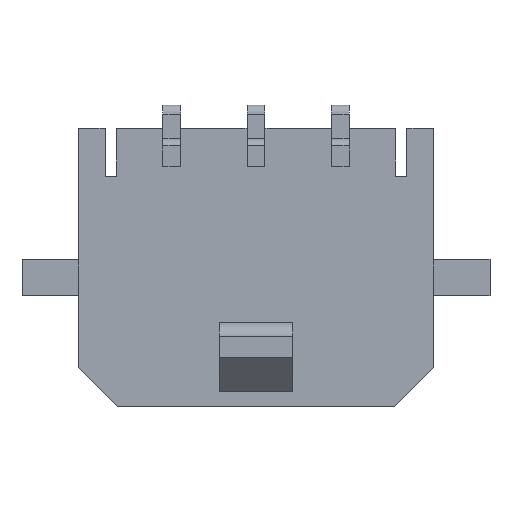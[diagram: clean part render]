
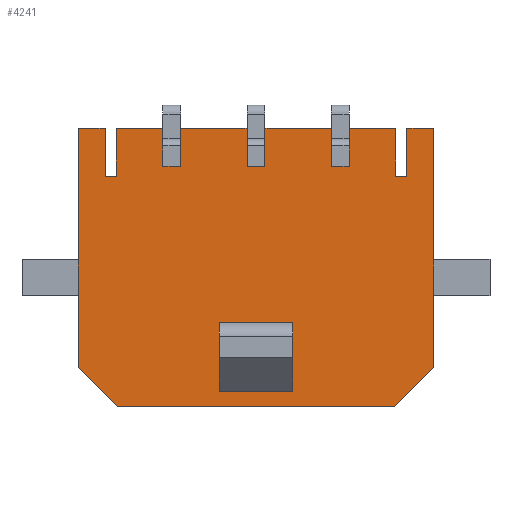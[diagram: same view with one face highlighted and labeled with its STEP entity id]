
A CAD part, top view. The second image highlights one B-rep face of the part: STEP entity #4241.
In plain terms, the highlighted planar face has unit normal (0, 0, 1).
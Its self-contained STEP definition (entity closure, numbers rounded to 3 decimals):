
#92 = VERTEX_POINT('',#93);
#93 = CARTESIAN_POINT('',(-0.32,3.978,4.47));
#99 = EDGE_CURVE('',#100,#92,#102,.T.);
#100 = VERTEX_POINT('',#101);
#101 = CARTESIAN_POINT('',(-0.32,5.328,4.47));
#102 = LINE('',#103,#104);
#103 = CARTESIAN_POINT('',(-0.32,5.328,4.47));
#104 = VECTOR('',#105,1.);
#105 = DIRECTION('',(0.,-1.,0.));
#721 = VERTEX_POINT('',#722);
#722 = CARTESIAN_POINT('',(5.365,3.628,4.47));
#826 = VERTEX_POINT('',#827);
#827 = CARTESIAN_POINT('',(5.365,5.328,4.47));
#833 = EDGE_CURVE('',#826,#721,#834,.T.);
#834 = LINE('',#835,#836);
#835 = CARTESIAN_POINT('',(5.365,5.328,4.47));
#836 = VECTOR('',#837,1.);
#837 = DIRECTION('',(0.,-1.,0.));
#856 = EDGE_CURVE('',#857,#721,#859,.T.);
#857 = VERTEX_POINT('',#858);
#858 = CARTESIAN_POINT('',(4.965,3.628,4.47));
#859 = LINE('',#860,#861);
#860 = CARTESIAN_POINT('',(4.965,3.628,4.47));
#861 = VECTOR('',#862,1.);
#862 = DIRECTION('',(1.,0.,0.));
#1500 = VERTEX_POINT('',#1501);
#1501 = CARTESIAN_POINT('',(-4.925,-4.573,4.47));
#1507 = EDGE_CURVE('',#1500,#1508,#1510,.T.);
#1508 = VERTEX_POINT('',#1509);
#1509 = CARTESIAN_POINT('',(4.925,-4.573,4.47));
#1510 = LINE('',#1511,#1512);
#1511 = CARTESIAN_POINT('',(-4.925,-4.573,4.47));
#1512 = VECTOR('',#1513,1.);
#1513 = DIRECTION('',(1.,0.,0.));
#2955 = VERTEX_POINT('',#2956);
#2956 = CARTESIAN_POINT('',(6.325,-3.173,4.47));
#2962 = EDGE_CURVE('',#2963,#2955,#2965,.T.);
#2963 = VERTEX_POINT('',#2964);
#2964 = CARTESIAN_POINT('',(6.325,5.328,4.47));
#2965 = LINE('',#2966,#2967);
#2966 = CARTESIAN_POINT('',(6.325,5.328,4.47));
#2967 = VECTOR('',#2968,1.);
#2968 = DIRECTION('',(0.,-1.,0.));
#3105 = EDGE_CURVE('',#1508,#2955,#3106,.T.);
#3106 = LINE('',#3107,#3108);
#3107 = CARTESIAN_POINT('',(4.925,-4.573,4.47));
#3108 = VECTOR('',#3109,1.);
#3109 = DIRECTION('',(0.707,0.707,0.
    ));
#3364 = VERTEX_POINT('',#3365);
#3365 = CARTESIAN_POINT('',(-6.325,5.328,4.47));
#3371 = EDGE_CURVE('',#3364,#3372,#3374,.T.);
#3372 = VERTEX_POINT('',#3373);
#3373 = CARTESIAN_POINT('',(-6.325,-3.173,4.47));
#3374 = LINE('',#3375,#3376);
#3375 = CARTESIAN_POINT('',(-6.325,5.328,4.47));
#3376 = VECTOR('',#3377,1.);
#3377 = DIRECTION('',(0.,-1.,0.));
#3450 = VERTEX_POINT('',#3451);
#3451 = CARTESIAN_POINT('',(-5.365,3.628,4.47));
#3457 = EDGE_CURVE('',#3458,#3450,#3460,.T.);
#3458 = VERTEX_POINT('',#3459);
#3459 = CARTESIAN_POINT('',(-5.365,5.328,4.47));
#3460 = LINE('',#3461,#3462);
#3461 = CARTESIAN_POINT('',(-5.365,5.328,4.47));
#3462 = VECTOR('',#3463,1.);
#3463 = DIRECTION('',(0.,-1.,0.));
#3530 = VERTEX_POINT('',#3531);
#3531 = CARTESIAN_POINT('',(-4.965,3.628,4.47));
#3537 = EDGE_CURVE('',#3450,#3530,#3538,.T.);
#3538 = LINE('',#3539,#3540);
#3539 = CARTESIAN_POINT('',(-5.365,3.628,4.47));
#3540 = VECTOR('',#3541,1.);
#3541 = DIRECTION('',(1.,0.,0.));
#3587 = VERTEX_POINT('',#3588);
#3588 = CARTESIAN_POINT('',(-4.965,5.328,4.47));
#3594 = EDGE_CURVE('',#3587,#3530,#3595,.T.);
#3595 = LINE('',#3596,#3597);
#3596 = CARTESIAN_POINT('',(-4.965,5.328,4.47));
#3597 = VECTOR('',#3598,1.);
#3598 = DIRECTION('',(0.,-1.,0.));
#3863 = VERTEX_POINT('',#3864);
#3864 = CARTESIAN_POINT('',(0.32,5.328,4.47));
#3870 = EDGE_CURVE('',#3863,#3871,#3873,.T.);
#3871 = VERTEX_POINT('',#3872);
#3872 = CARTESIAN_POINT('',(0.32,3.978,4.47));
#3873 = LINE('',#3874,#3875);
#3874 = CARTESIAN_POINT('',(0.32,5.328,4.47));
#3875 = VECTOR('',#3876,1.);
#3876 = DIRECTION('',(0.,-1.,0.));
#4111 = EDGE_CURVE('',#826,#2963,#4112,.T.);
#4112 = LINE('',#4113,#4114);
#4113 = CARTESIAN_POINT('',(5.365,5.328,4.47));
#4114 = VECTOR('',#4115,1.);
#4115 = DIRECTION('',(1.,0.,0.));
#4127 = EDGE_CURVE('',#3364,#3458,#4128,.T.);
#4128 = LINE('',#4129,#4130);
#4129 = CARTESIAN_POINT('',(-6.325,5.328,4.47));
#4130 = VECTOR('',#4131,1.);
#4131 = DIRECTION('',(1.,0.,0.));
#4143 = VERTEX_POINT('',#4144);
#4144 = CARTESIAN_POINT('',(3.32,5.328,4.47));
#4152 = VERTEX_POINT('',#4153);
#4153 = CARTESIAN_POINT('',(4.965,5.328,4.47));
#4159 = EDGE_CURVE('',#4143,#4152,#4160,.T.);
#4160 = LINE('',#4161,#4162);
#4161 = CARTESIAN_POINT('',(3.32,5.328,4.47));
#4162 = VECTOR('',#4163,1.);
#4163 = DIRECTION('',(1.,0.,0.));
#4176 = VERTEX_POINT('',#4177);
#4177 = CARTESIAN_POINT('',(2.68,5.328,4.47));
#4183 = EDGE_CURVE('',#3863,#4176,#4184,.T.);
#4184 = LINE('',#4185,#4186);
#4185 = CARTESIAN_POINT('',(0.32,5.328,4.47));
#4186 = VECTOR('',#4187,1.);
#4187 = DIRECTION('',(1.,0.,0.));
#4198 = VERTEX_POINT('',#4199);
#4199 = CARTESIAN_POINT('',(-3.32,5.328,4.47));
#4205 = EDGE_CURVE('',#3587,#4198,#4206,.T.);
#4206 = LINE('',#4207,#4208);
#4207 = CARTESIAN_POINT('',(-4.965,5.328,4.47));
#4208 = VECTOR('',#4209,1.);
#4209 = DIRECTION('',(1.,0.,0.));
#4222 = VERTEX_POINT('',#4223);
#4223 = CARTESIAN_POINT('',(-2.68,5.328,4.47));
#4231 = EDGE_CURVE('',#4222,#100,#4232,.T.);
#4232 = LINE('',#4233,#4234);
#4233 = CARTESIAN_POINT('',(-2.68,5.328,4.47));
#4234 = VECTOR('',#4235,1.);
#4235 = DIRECTION('',(1.,0.,0.));
#4241 = ADVANCED_FACE('',(#4242),#4323,.T.);
#4242 = FACE_BOUND('',#4243,.F.);
#4243 = EDGE_LOOP('',(#4244,#4252,#4260,#4266,#4267,#4268,#4274,#4275,
    #4276,#4284,#4292,#4298,#4299,#4305,#4306,#4307,#4308,#4309,#4310,
    #4311,#4317,#4318,#4319,#4320,#4321,#4322));
#4244 = ORIENTED_EDGE('',*,*,#4245,.T.);
#4245 = EDGE_CURVE('',#4198,#4246,#4248,.T.);
#4246 = VERTEX_POINT('',#4247);
#4247 = CARTESIAN_POINT('',(-3.32,3.978,4.47));
#4248 = LINE('',#4249,#4250);
#4249 = CARTESIAN_POINT('',(-3.32,5.328,4.47));
#4250 = VECTOR('',#4251,1.);
#4251 = DIRECTION('',(0.,-1.,0.));
#4252 = ORIENTED_EDGE('',*,*,#4253,.T.);
#4253 = EDGE_CURVE('',#4246,#4254,#4256,.T.);
#4254 = VERTEX_POINT('',#4255);
#4255 = CARTESIAN_POINT('',(-2.68,3.978,4.47));
#4256 = LINE('',#4257,#4258);
#4257 = CARTESIAN_POINT('',(-3.32,3.978,4.47));
#4258 = VECTOR('',#4259,1.);
#4259 = DIRECTION('',(1.,0.,0.));
#4260 = ORIENTED_EDGE('',*,*,#4261,.F.);
#4261 = EDGE_CURVE('',#4222,#4254,#4262,.T.);
#4262 = LINE('',#4263,#4264);
#4263 = CARTESIAN_POINT('',(-2.68,5.328,4.47));
#4264 = VECTOR('',#4265,1.);
#4265 = DIRECTION('',(0.,-1.,0.));
#4266 = ORIENTED_EDGE('',*,*,#4231,.T.);
#4267 = ORIENTED_EDGE('',*,*,#99,.T.);
#4268 = ORIENTED_EDGE('',*,*,#4269,.T.);
#4269 = EDGE_CURVE('',#92,#3871,#4270,.T.);
#4270 = LINE('',#4271,#4272);
#4271 = CARTESIAN_POINT('',(-0.32,3.978,4.47));
#4272 = VECTOR('',#4273,1.);
#4273 = DIRECTION('',(1.,0.,0.));
#4274 = ORIENTED_EDGE('',*,*,#3870,.F.);
#4275 = ORIENTED_EDGE('',*,*,#4183,.T.);
#4276 = ORIENTED_EDGE('',*,*,#4277,.T.);
#4277 = EDGE_CURVE('',#4176,#4278,#4280,.T.);
#4278 = VERTEX_POINT('',#4279);
#4279 = CARTESIAN_POINT('',(2.68,3.978,4.47));
#4280 = LINE('',#4281,#4282);
#4281 = CARTESIAN_POINT('',(2.68,5.328,4.47));
#4282 = VECTOR('',#4283,1.);
#4283 = DIRECTION('',(0.,-1.,0.));
#4284 = ORIENTED_EDGE('',*,*,#4285,.T.);
#4285 = EDGE_CURVE('',#4278,#4286,#4288,.T.);
#4286 = VERTEX_POINT('',#4287);
#4287 = CARTESIAN_POINT('',(3.32,3.978,4.47));
#4288 = LINE('',#4289,#4290);
#4289 = CARTESIAN_POINT('',(2.68,3.978,4.47));
#4290 = VECTOR('',#4291,1.);
#4291 = DIRECTION('',(1.,0.,0.));
#4292 = ORIENTED_EDGE('',*,*,#4293,.F.);
#4293 = EDGE_CURVE('',#4143,#4286,#4294,.T.);
#4294 = LINE('',#4295,#4296);
#4295 = CARTESIAN_POINT('',(3.32,5.328,4.47));
#4296 = VECTOR('',#4297,1.);
#4297 = DIRECTION('',(0.,-1.,0.));
#4298 = ORIENTED_EDGE('',*,*,#4159,.T.);
#4299 = ORIENTED_EDGE('',*,*,#4300,.T.);
#4300 = EDGE_CURVE('',#4152,#857,#4301,.T.);
#4301 = LINE('',#4302,#4303);
#4302 = CARTESIAN_POINT('',(4.965,5.328,4.47));
#4303 = VECTOR('',#4304,1.);
#4304 = DIRECTION('',(0.,-1.,0.));
#4305 = ORIENTED_EDGE('',*,*,#856,.T.);
#4306 = ORIENTED_EDGE('',*,*,#833,.F.);
#4307 = ORIENTED_EDGE('',*,*,#4111,.T.);
#4308 = ORIENTED_EDGE('',*,*,#2962,.T.);
#4309 = ORIENTED_EDGE('',*,*,#3105,.F.);
#4310 = ORIENTED_EDGE('',*,*,#1507,.F.);
#4311 = ORIENTED_EDGE('',*,*,#4312,.F.);
#4312 = EDGE_CURVE('',#3372,#1500,#4313,.T.);
#4313 = LINE('',#4314,#4315);
#4314 = CARTESIAN_POINT('',(-6.325,-3.173,4.47));
#4315 = VECTOR('',#4316,1.);
#4316 = DIRECTION('',(0.707,-0.707,0.
    ));
#4317 = ORIENTED_EDGE('',*,*,#3371,.F.);
#4318 = ORIENTED_EDGE('',*,*,#4127,.T.);
#4319 = ORIENTED_EDGE('',*,*,#3457,.T.);
#4320 = ORIENTED_EDGE('',*,*,#3537,.T.);
#4321 = ORIENTED_EDGE('',*,*,#3594,.F.);
#4322 = ORIENTED_EDGE('',*,*,#4205,.T.);
#4323 = PLANE('',#4324);
#4324 = AXIS2_PLACEMENT_3D('',#4325,#4326,#4327);
#4325 = CARTESIAN_POINT('',(-6.325,5.328,4.47));
#4326 = DIRECTION('',(0.,0.,1.));
#4327 = DIRECTION('',(0.,-1.,0.));
